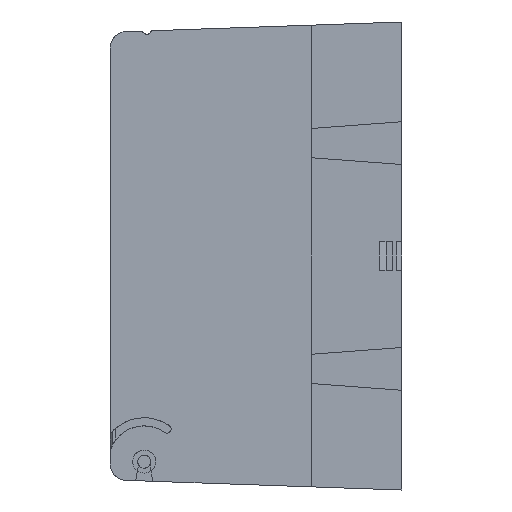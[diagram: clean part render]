
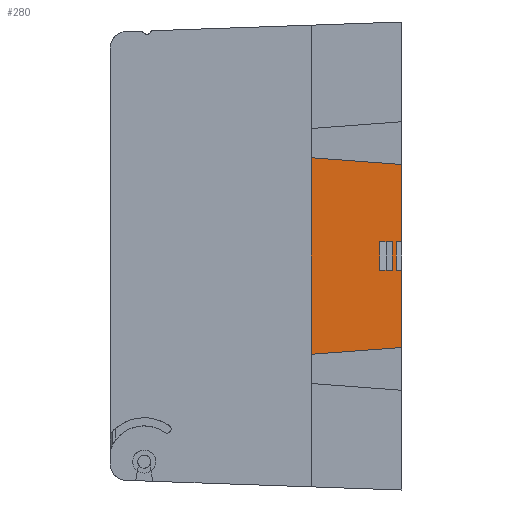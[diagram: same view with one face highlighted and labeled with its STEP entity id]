
A CAD part, left-side view. The second image highlights one B-rep face of the part: STEP entity #280.
In plain terms, the highlighted planar face has unit normal (-1, 0, 0).
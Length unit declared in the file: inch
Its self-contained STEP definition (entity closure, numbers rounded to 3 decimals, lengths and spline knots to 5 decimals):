
#280 = ADVANCED_FACE ( 'NONE', ( #37465, #49600 ), #16766, .F. ) ;
#661 = CARTESIAN_POINT ( 'NONE',  ( -3.945, -0.75, 1.19653 ) ) ;
#1821 = VERTEX_POINT ( 'NONE', #37329 ) ;
#2355 = EDGE_LOOP ( 'NONE', ( #45671, #5407, #12530, #33413 ) ) ;
#2712 = ORIENTED_EDGE ( 'NONE', *, *, #54037, .F. ) ;
#3003 = DIRECTION ( 'NONE',  ( 0., 0., -1. ) ) ;
#4182 = EDGE_LOOP ( 'NONE', ( #2712, #21883, #33505, #17951, #56689, #63088, #59481, #40662 ) ) ;
#5407 = ORIENTED_EDGE ( 'NONE', *, *, #55049, .T. ) ;
#5536 = VECTOR ( 'NONE', #3003, 39.37008 ) ;
#5552 = DIRECTION ( 'NONE',  ( 0., 0., -1. ) ) ;
#8570 = CARTESIAN_POINT ( 'NONE',  ( -3.945, -1.85, 1.115 ) ) ;
#12530 = ORIENTED_EDGE ( 'NONE', *, *, #55170, .T. ) ;
#13815 = VECTOR ( 'NONE', #43634, 39.37008 ) ;
#14082 = CARTESIAN_POINT ( 'NONE',  ( -3.945, -1.735, 0.175 ) ) ;
#14472 = LINE ( 'NONE', #40283, #55317 ) ;
#16046 = DIRECTION ( 'NONE',  ( 0., 0., -1. ) ) ;
#16059 = DIRECTION ( 'NONE',  ( 1., 0., 0. ) ) ;
#16114 = CARTESIAN_POINT ( 'NONE',  ( -3.945, -1.85, 6.44233 ) ) ;
#16766 = PLANE ( 'NONE',  #39228 ) ;
#17616 = LINE ( 'NONE', #14082, #13815 ) ;
#17951 = ORIENTED_EDGE ( 'NONE', *, *, #54424, .T. ) ;
#18619 = CARTESIAN_POINT ( 'NONE',  ( -3.945, -1.85, 1.115 ) ) ;
#19139 = CARTESIAN_POINT ( 'NONE',  ( -3.945, -1.58206, -0.175 ) ) ;
#19512 = CARTESIAN_POINT ( 'NONE',  ( -3.945, -1.85, 0.175 ) ) ;
#20074 = CARTESIAN_POINT ( 'NONE',  ( -3.945, -0.75, 6.44233 ) ) ;
#20627 = VERTEX_POINT ( 'NONE', #29270 ) ;
#20785 = CARTESIAN_POINT ( 'NONE',  ( -3.945, -1.85, -0.175 ) ) ;
#21778 = VERTEX_POINT ( 'NONE', #39240 ) ;
#21883 = ORIENTED_EDGE ( 'NONE', *, *, #54221, .F. ) ;
#22144 = DIRECTION ( 'NONE',  ( 0., -1., 0. ) ) ;
#22896 = CARTESIAN_POINT ( 'NONE',  ( -3.945, -1.735, -0.175 ) ) ;
#22977 = VERTEX_POINT ( 'NONE', #22896 ) ;
#23876 = DIRECTION ( 'NONE',  ( 0., 0., -1. ) ) ;
#24005 = VERTEX_POINT ( 'NONE', #18619 ) ;
#24387 = LINE ( 'NONE', #35785, #51256 ) ;
#25365 = VECTOR ( 'NONE', #51218, 39.37008 ) ;
#25807 = VERTEX_POINT ( 'NONE', #35924 ) ;
#26116 = DIRECTION ( 'NONE',  ( 0., -0.997, 0.074 ) ) ;
#26326 = VECTOR ( 'NONE', #27242, 39.37008 ) ;
#27242 = DIRECTION ( 'NONE',  ( 0., -1., 0. ) ) ;
#28305 = LINE ( 'NONE', #20074, #49521 ) ;
#29270 = CARTESIAN_POINT ( 'NONE',  ( -3.945, -1.735, 0.175 ) ) ;
#29991 = LINE ( 'NONE', #8570, #50068 ) ;
#31553 = VERTEX_POINT ( 'NONE', #51053 ) ;
#31568 = LINE ( 'NONE', #32935, #5536 ) ;
#32935 = CARTESIAN_POINT ( 'NONE',  ( -3.945, -1.85, 6.44233 ) ) ;
#33413 = ORIENTED_EDGE ( 'NONE', *, *, #55247, .F. ) ;
#33505 = ORIENTED_EDGE ( 'NONE', *, *, #54340, .T. ) ;
#34257 = DIRECTION ( 'NONE',  ( 0., 0., 1. ) ) ;
#35242 = VECTOR ( 'NONE', #22144, 39.37008 ) ;
#35305 = LINE ( 'NONE', #51640, #25365 ) ;
#35785 = CARTESIAN_POINT ( 'NONE',  ( -3.945, -2.40706, -1.07371 ) ) ;
#35924 = CARTESIAN_POINT ( 'NONE',  ( -3.945, -1.58206, 0.175 ) ) ;
#35971 = CARTESIAN_POINT ( 'NONE',  ( -3.945, -1.785, -0.175 ) ) ;
#37329 = CARTESIAN_POINT ( 'NONE',  ( -3.945, -0.75, -1.19653 ) ) ;
#37465 = FACE_OUTER_BOUND ( 'NONE', #4182, .T. ) ;
#37717 = VECTOR ( 'NONE', #46008, 39.37008 ) ;
#37806 = LINE ( 'NONE', #41021, #37717 ) ;
#37988 = LINE ( 'NONE', #61602, #26326 ) ;
#38275 = DIRECTION ( 'NONE',  ( 0., -0.997, -0.074 ) ) ;
#39228 = AXIS2_PLACEMENT_3D ( 'NONE', #16114, #16059, #16046 ) ;
#39240 = CARTESIAN_POINT ( 'NONE',  ( -3.945, -1.85, -1.115 ) ) ;
#40283 = CARTESIAN_POINT ( 'NONE',  ( -3.945, -1.85, 6.44233 ) ) ;
#40662 = ORIENTED_EDGE ( 'NONE', *, *, #54798, .T. ) ;
#41021 = CARTESIAN_POINT ( 'NONE',  ( -3.945, -1.785, -0.175 ) ) ;
#43634 = DIRECTION ( 'NONE',  ( 0., -1., 0. ) ) ;
#45671 = ORIENTED_EDGE ( 'NONE', *, *, #54890, .F. ) ;
#46008 = DIRECTION ( 'NONE',  ( 0., 0., 1. ) ) ;
#46066 = LINE ( 'NONE', #63624, #63754 ) ;
#46658 = CARTESIAN_POINT ( 'NONE',  ( -3.945, -1.85, 0.175 ) ) ;
#47159 = LINE ( 'NONE', #62176, #47219 ) ;
#47219 = VECTOR ( 'NONE', #52061, 39.37008 ) ;
#47658 = VERTEX_POINT ( 'NONE', #20785 ) ;
#49521 = VECTOR ( 'NONE', #23876, 39.37008 ) ;
#49600 = FACE_BOUND ( 'NONE', #2355, .T. ) ;
#49764 = LINE ( 'NONE', #46658, #35242 ) ;
#50068 = VECTOR ( 'NONE', #38275, 39.37008 ) ;
#50416 = VERTEX_POINT ( 'NONE', #19139 ) ;
#51053 = CARTESIAN_POINT ( 'NONE',  ( -3.945, -1.785, 0.175 ) ) ;
#51218 = DIRECTION ( 'NONE',  ( 0., -1., 0. ) ) ;
#51256 = VECTOR ( 'NONE', #26116, 39.37008 ) ;
#51640 = CARTESIAN_POINT ( 'NONE',  ( -3.945, -1.735, -0.175 ) ) ;
#52061 = DIRECTION ( 'NONE',  ( 0., 0., 1. ) ) ;
#53533 = VERTEX_POINT ( 'NONE', #35971 ) ;
#54037 = EDGE_CURVE ( 'NONE', #47658, #21778, #14472, .T. ) ;
#54221 = EDGE_CURVE ( 'NONE', #53533, #47658, #37988, .T. ) ;
#54340 = EDGE_CURVE ( 'NONE', #53533, #31553, #37806, .T. ) ;
#54424 = EDGE_CURVE ( 'NONE', #31553, #64066, #49764, .T. ) ;
#54514 = EDGE_CURVE ( 'NONE', #24005, #64066, #31568, .T. ) ;
#54598 = EDGE_CURVE ( 'NONE', #57163, #24005, #29991, .T. ) ;
#54715 = EDGE_CURVE ( 'NONE', #57163, #1821, #28305, .T. ) ;
#54798 = EDGE_CURVE ( 'NONE', #1821, #21778, #24387, .T. ) ;
#54890 = EDGE_CURVE ( 'NONE', #50416, #22977, #35305, .T. ) ;
#55049 = EDGE_CURVE ( 'NONE', #50416, #25807, #47159, .T. ) ;
#55170 = EDGE_CURVE ( 'NONE', #25807, #20627, #17616, .T. ) ;
#55247 = EDGE_CURVE ( 'NONE', #22977, #20627, #46066, .T. ) ;
#55317 = VECTOR ( 'NONE', #5552, 39.37008 ) ;
#56689 = ORIENTED_EDGE ( 'NONE', *, *, #54514, .F. ) ;
#57163 = VERTEX_POINT ( 'NONE', #661 ) ;
#59481 = ORIENTED_EDGE ( 'NONE', *, *, #54715, .T. ) ;
#61602 = CARTESIAN_POINT ( 'NONE',  ( -3.945, -1.85, -0.175 ) ) ;
#62176 = CARTESIAN_POINT ( 'NONE',  ( -3.945, -1.58206, -0.175 ) ) ;
#63088 = ORIENTED_EDGE ( 'NONE', *, *, #54598, .F. ) ;
#63624 = CARTESIAN_POINT ( 'NONE',  ( -3.945, -1.735, -0.175 ) ) ;
#63754 = VECTOR ( 'NONE', #34257, 39.37008 ) ;
#64066 = VERTEX_POINT ( 'NONE', #19512 ) ;
